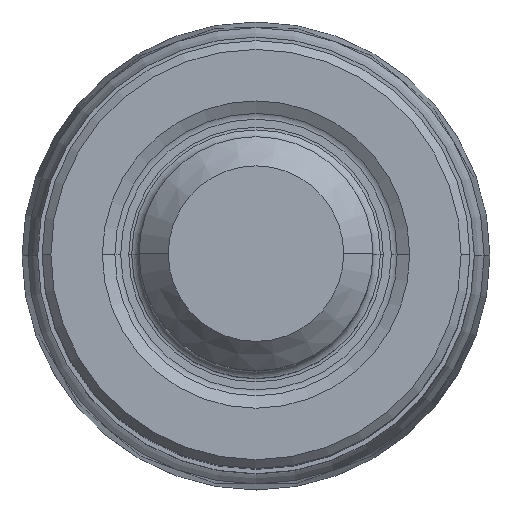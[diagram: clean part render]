
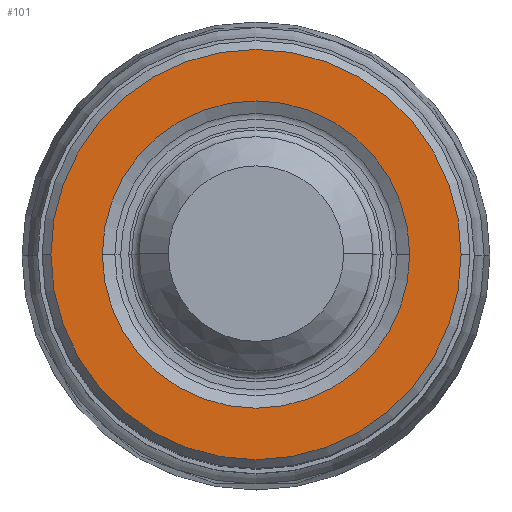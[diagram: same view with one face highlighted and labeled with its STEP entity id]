
A CAD part, top view. The second image highlights one B-rep face of the part: STEP entity #101.
In plain terms, the highlighted planar face has unit normal (0, 0, 1).
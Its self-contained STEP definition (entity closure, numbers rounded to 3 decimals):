
#58=FACE_BOUND('',#197,.T.);
#59=FACE_BOUND('',#198,.T.);
#78=PLANE('',#865);
#101=ADVANCED_FACE('',(#58,#59),#78,.T.);
#197=EDGE_LOOP('',(#314,#315,#316,#317));
#198=EDGE_LOOP('',(#318,#319));
#314=ORIENTED_EDGE('',*,*,#517,.F.);
#315=ORIENTED_EDGE('',*,*,#522,.F.);
#316=ORIENTED_EDGE('',*,*,#521,.F.);
#317=ORIENTED_EDGE('',*,*,#518,.F.);
#318=ORIENTED_EDGE('',*,*,#523,.F.);
#319=ORIENTED_EDGE('',*,*,#524,.F.);
#443=VERTEX_POINT('',#1309);
#444=VERTEX_POINT('',#1310);
#445=VERTEX_POINT('',#1312);
#446=VERTEX_POINT('',#1317);
#447=VERTEX_POINT('',#1321);
#448=VERTEX_POINT('',#1322);
#517=EDGE_CURVE('',#443,#444,#604,.T.);
#518=EDGE_CURVE('',#444,#445,#605,.T.);
#521=EDGE_CURVE('',#445,#446,#606,.T.);
#522=EDGE_CURVE('',#446,#443,#607,.T.);
#523=EDGE_CURVE('',#447,#448,#608,.T.);
#524=EDGE_CURVE('',#448,#447,#609,.T.);
#604=CIRCLE('',#857,7.015);
#605=CIRCLE('',#858,7.015);
#606=CIRCLE('',#860,7.015);
#607=CIRCLE('',#861,7.015);
#608=CIRCLE('',#863,5.254);
#609=CIRCLE('',#864,5.254);
#857=AXIS2_PLACEMENT_3D('',#1308,#1057,#1058);
#858=AXIS2_PLACEMENT_3D('',#1311,#1059,#1060);
#860=AXIS2_PLACEMENT_3D('',#1316,#1065,#1066);
#861=AXIS2_PLACEMENT_3D('',#1318,#1067,#1068);
#863=AXIS2_PLACEMENT_3D('',#1320,#1071,#1072);
#864=AXIS2_PLACEMENT_3D('',#1323,#1073,#1074);
#865=AXIS2_PLACEMENT_3D('',#1324,#1075,#1076);
#1057=DIRECTION('',(0.,0.,-1.));
#1058=DIRECTION('',(-1.,0.,0.));
#1059=DIRECTION('',(0.,0.,-1.));
#1060=DIRECTION('',(0.,1.,0.));
#1065=DIRECTION('',(0.,0.,-1.));
#1066=DIRECTION('',(1.,0.,0.));
#1067=DIRECTION('',(0.,0.,-1.));
#1068=DIRECTION('',(0.,-1.,0.));
#1071=DIRECTION('',(0.,0.,1.));
#1072=DIRECTION('',(-1.,0.,0.));
#1073=DIRECTION('',(0.,0.,1.));
#1074=DIRECTION('',(1.,0.,0.));
#1075=DIRECTION('',(0.,0.,1.));
#1076=DIRECTION('',(-1.,0.,0.));
#1308=CARTESIAN_POINT('',(0.,0.,0.));
#1309=CARTESIAN_POINT('',(-7.015,0.,0.));
#1310=CARTESIAN_POINT('',(0.,7.015,0.));
#1311=CARTESIAN_POINT('',(0.,0.,0.));
#1312=CARTESIAN_POINT('',(7.015,0.,0.));
#1316=CARTESIAN_POINT('',(0.,0.,0.));
#1317=CARTESIAN_POINT('',(0.,-7.015,0.));
#1318=CARTESIAN_POINT('',(0.,0.,0.));
#1320=CARTESIAN_POINT('',(0.,0.,0.));
#1321=CARTESIAN_POINT('',(-5.254,0.,0.));
#1322=CARTESIAN_POINT('',(5.254,0.,0.));
#1323=CARTESIAN_POINT('',(0.,0.,0.));
#1324=CARTESIAN_POINT('',(0.,0.,0.));
